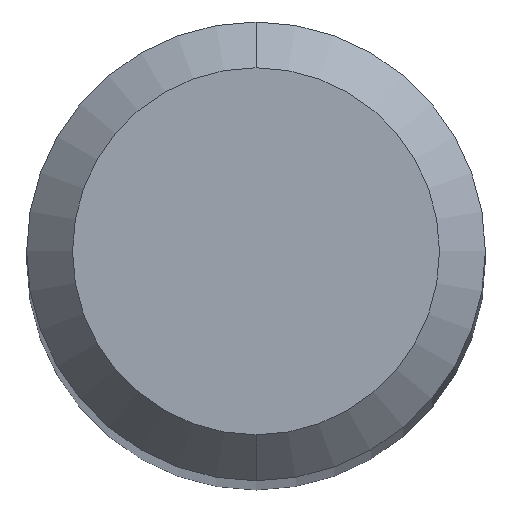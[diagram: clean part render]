
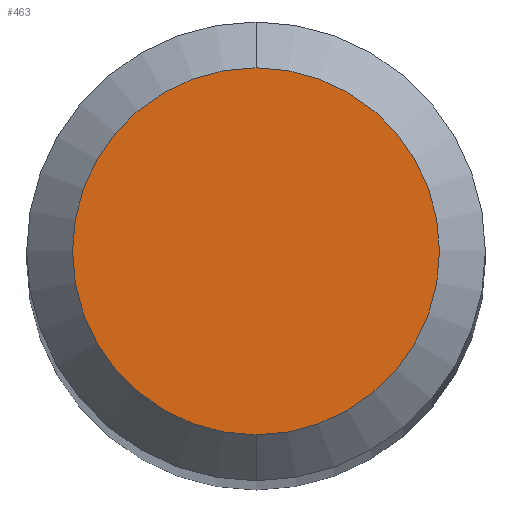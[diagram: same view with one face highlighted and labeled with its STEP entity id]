
A CAD part, top view. The second image highlights one B-rep face of the part: STEP entity #463.
In plain terms, the highlighted planar face has unit normal (0, 0, 1).
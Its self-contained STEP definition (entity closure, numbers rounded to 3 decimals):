
#219=VERTEX_POINT('',#531);
#237=EDGE_CURVE('',#219,#389,#550,.T.);
#259=EDGE_CURVE('',#389,#219,#573,.T.);
#389=VERTEX_POINT('',#713);
#463=ADVANCED_FACE('',(#799),#800,.T.);
#531=CARTESIAN_POINT('',(0.,-1.2,0.0));
#550=CIRCLE('',#939,1.2);
#573=CIRCLE('',#1024,1.2);
#713=CARTESIAN_POINT('',(0.0,1.2,0.0));
#799=FACE_OUTER_BOUND('',#1442,.T.);
#800=PLANE('',#1443);
#939=AXIS2_PLACEMENT_3D('',#1513,#1514,#1515);
#1024=AXIS2_PLACEMENT_3D('',#1530,#1531,#1532);
#1442=EDGE_LOOP('',(#1800,#1801));
#1443=AXIS2_PLACEMENT_3D('',#1802,#1803,#1804);
#1513=CARTESIAN_POINT('',(0.0,0.0,0.0));
#1514=DIRECTION('',(0.0,0.0,-1.0));
#1515=DIRECTION('',(0.0,1.0,0.0));
#1530=CARTESIAN_POINT('',(0.0,0.0,0.0));
#1531=DIRECTION('',(0.0,0.0,-1.0));
#1532=DIRECTION('',(0.0,1.0,0.0));
#1800=ORIENTED_EDGE('',*,*,#259,.F.);
#1801=ORIENTED_EDGE('',*,*,#237,.F.);
#1802=CARTESIAN_POINT('',(0.0,0.6,0.0));
#1803=DIRECTION('',(-0.0,0.0,1.0));
#1804=DIRECTION('',(0.0,-1.0,0.0));
